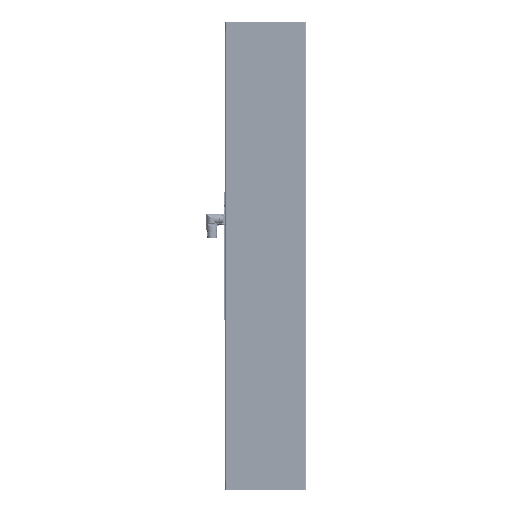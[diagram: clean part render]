
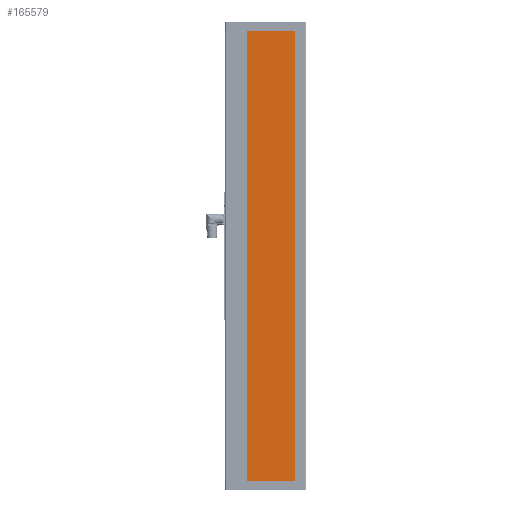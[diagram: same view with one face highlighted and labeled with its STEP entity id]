
A CAD part, left-side view. The second image highlights one B-rep face of the part: STEP entity #165579.
In plain terms, the highlighted planar face has unit normal (-1, 0, 0).
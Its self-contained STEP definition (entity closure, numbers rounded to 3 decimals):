
#1681 = VERTEX_POINT ( 'NONE', #48413 ) ;
#2304 = CARTESIAN_POINT ( 'NONE',  ( 0., 40.9, 1000. ) ) ;
#7955 = EDGE_CURVE ( 'NONE', #157743, #1681, #81154, .T. ) ;
#9141 = ORIENTED_EDGE ( 'NONE', *, *, #41120, .F. ) ;
#17210 = VECTOR ( 'NONE', #64169, 1000. ) ;
#22660 = CARTESIAN_POINT ( 'NONE',  ( 0., 40.9, 0. ) ) ;
#24625 = LINE ( 'NONE', #163519, #17210 ) ;
#33143 = LINE ( 'NONE', #74320, #60474 ) ;
#40668 = EDGE_LOOP ( 'NONE', ( #9141, #48058, #62511, #130350 ) ) ;
#41120 = EDGE_CURVE ( 'NONE', #108442, #1681, #33143, .T. ) ;
#48058 = ORIENTED_EDGE ( 'NONE', *, *, #164623, .F. ) ;
#48413 = CARTESIAN_POINT ( 'NONE',  ( 0., -65.4, 1000. ) ) ;
#58939 = CARTESIAN_POINT ( 'NONE',  ( 0., -90., 1000. ) ) ;
#60474 = VECTOR ( 'NONE', #100822, 1000. ) ;
#62511 = ORIENTED_EDGE ( 'NONE', *, *, #78932, .T. ) ;
#63182 = VECTOR ( 'NONE', #99598, 1000. ) ;
#64169 = DIRECTION ( 'NONE',  ( 0., 0., 1. ) ) ;
#72583 = DIRECTION ( 'NONE',  ( 1., 0., 0. ) ) ;
#74320 = CARTESIAN_POINT ( 'NONE',  ( 0., -90., 1000. ) ) ;
#78245 = LINE ( 'NONE', #133957, #63182 ) ;
#78932 = EDGE_CURVE ( 'NONE', #99593, #157743, #78245, .T. ) ;
#81154 = LINE ( 'NONE', #150521, #154476 ) ;
#81777 = PLANE ( 'NONE',  #105362 ) ;
#99593 = VERTEX_POINT ( 'NONE', #22660 ) ;
#99598 = DIRECTION ( 'NONE',  ( 0., -1., 0. ) ) ;
#100822 = DIRECTION ( 'NONE',  ( 0., -1., 0. ) ) ;
#105362 = AXIS2_PLACEMENT_3D ( 'NONE', #58939, #72583, #128288 ) ;
#108442 = VERTEX_POINT ( 'NONE', #2304 ) ;
#122890 = FACE_OUTER_BOUND ( 'NONE', #40668, .T. ) ;
#128288 = DIRECTION ( 'NONE',  ( 0., 0., -1. ) ) ;
#130350 = ORIENTED_EDGE ( 'NONE', *, *, #7955, .T. ) ;
#133957 = CARTESIAN_POINT ( 'NONE',  ( 0., -90., 0. ) ) ;
#149215 = CARTESIAN_POINT ( 'NONE',  ( 0., -65.4, 0. ) ) ;
#150521 = CARTESIAN_POINT ( 'NONE',  ( 0., -65.4, 1000. ) ) ;
#154476 = VECTOR ( 'NONE', #166920, 1000. ) ;
#157743 = VERTEX_POINT ( 'NONE', #149215 ) ;
#163519 = CARTESIAN_POINT ( 'NONE',  ( 0., 40.9, 0. ) ) ;
#164623 = EDGE_CURVE ( 'NONE', #99593, #108442, #24625, .T. ) ;
#165579 = ADVANCED_FACE ( 'NONE', ( #122890 ), #81777, .F. ) ;
#166920 = DIRECTION ( 'NONE',  ( 0., 0., 1. ) ) ;
